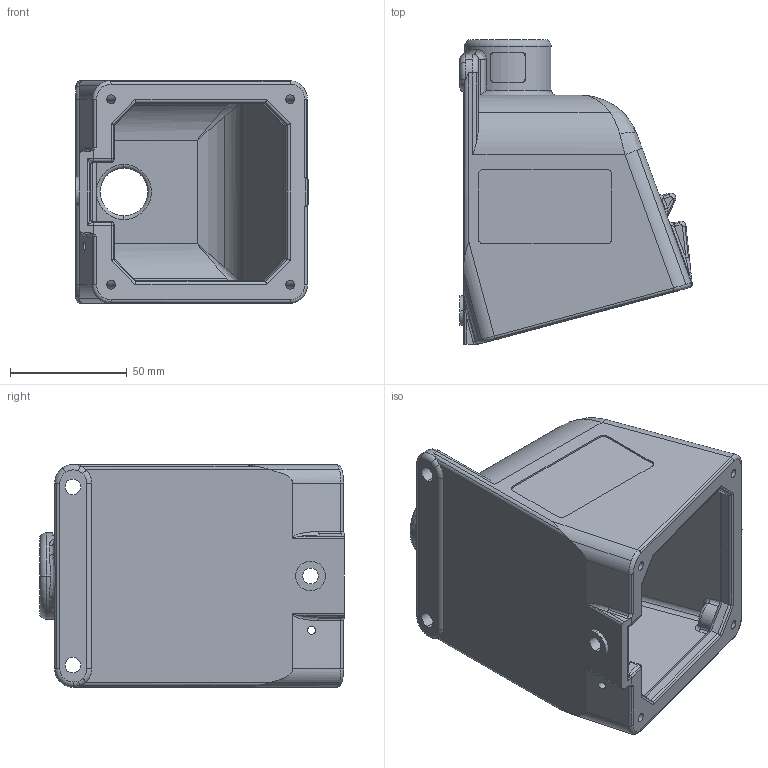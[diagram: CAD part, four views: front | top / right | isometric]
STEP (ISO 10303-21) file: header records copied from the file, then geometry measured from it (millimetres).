
FILE_DESCRIPTION (( 'STEP AP203' ), '1' );
FILE_NAME ('BB301WA.step', '2022-09-08T14:33:16', ( '' ), ( '' ), 'SwSTEP 2.0', 'SolidWorks 2021', '' );
FILE_SCHEMA (( 'CONFIG_CONTROL_DESIGN' ));
Length unit declared in the file: inch
Products named in the file (1): BB301WA
Bounding box: 99.31 x 130.3 x 95.25 mm (x, y, z)
Volume: 203378.8 mm3; surface area: 82959.4 mm2
Topology: 1 solids, 1 shells, 428 faces, 1116 edges, 680 vertices
Faces by surface type: cylinder 244, plane 63, torus 57, bspline 48, cone 8, sphere 8
Entity records: 15444 total; most frequent: CARTESIAN_POINT 5582, ORIENTED_EDGE 2208, DIRECTION 1877, EDGE_CURVE 1104, AXIS2_PLACEMENT_3D 736, VERTEX_POINT 680, EDGE_LOOP 446, FACE_OUTER_BOUND 428
